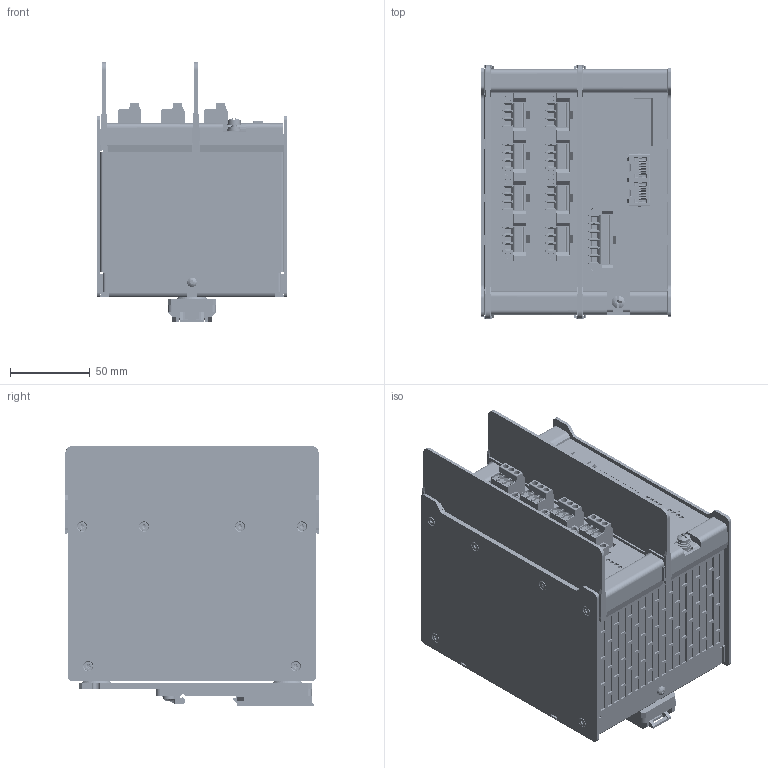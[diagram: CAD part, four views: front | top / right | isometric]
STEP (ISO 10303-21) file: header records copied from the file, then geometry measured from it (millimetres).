
FILE_DESCRIPTION((''),'2;1');
FILE_NAME('CAD-7219A_ASM','2024-04-16T14:56:29',('creinig-se'),(''),'CREO PARAMETRIC BY PTC INC, 2022284','CREO PARAMETRIC BY PTC INC, 2022284','');
FILE_SCHEMA(('CONFIG_CONTROL_DESIGN','SHAPE_APPEARANCE_LAYERS_GROUPS'));
Products named in the file (6): CAD-8987_HSG_ARS_IC_8_SW0002; CAD-8984_ACC_RJHSE-5380-02; CAD-7219A_DINKLE_2ESDFM-03P; CAD-7219A_DINKLE_2ESDFM-03P_ASM; CAD-7219A_DINKLE_2ESDFM-06P; CAD-7219A_ASM
Assembly tree (9 placements, depth 3):
  CAD-7219A_ASM
    CAD-8987_HSG_ARS_IC_8_SW0002
    CAD-8984_ACC_RJHSE-5380-02
    CAD-7219A_DINKLE_2ESDFM-03P_ASM  x2
      CAD-7219A_DINKLE_2ESDFM-03P
    CAD-7219A_DINKLE_2ESDFM-06P
Bounding box: 119 x 159.09 x 163.2 mm (x, y, z)
Volume: 1912938.6 mm3; surface area: 313091.5 mm2
Topology: 12 solids, 13 shells, 6966 faces, 18962 edges, 11968 vertices
Faces by surface type: plane 4208, cylinder 1850, cone 359, bspline 317, torus 126, sphere 70, revolution 36
Entity records: 205115 total; most frequent: CARTESIAN_POINT 44980, ORIENTED_EDGE 26456, DIRECTION 23995, EDGE_CURVE 13228, VECTOR 9735, LINE 9735, VERTEX_POINT 8433, PRESENTATION_STYLE_ASSIGNMENT 7970
